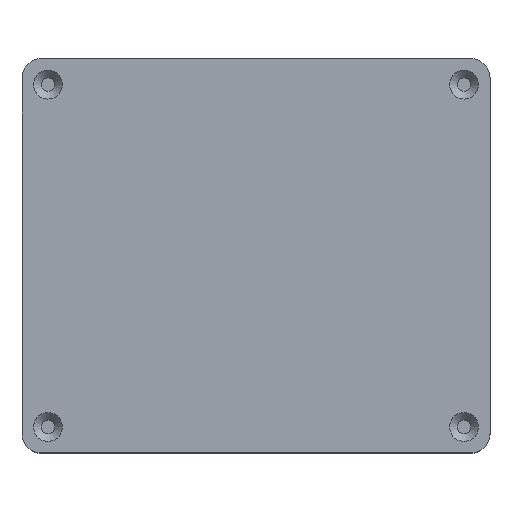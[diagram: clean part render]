
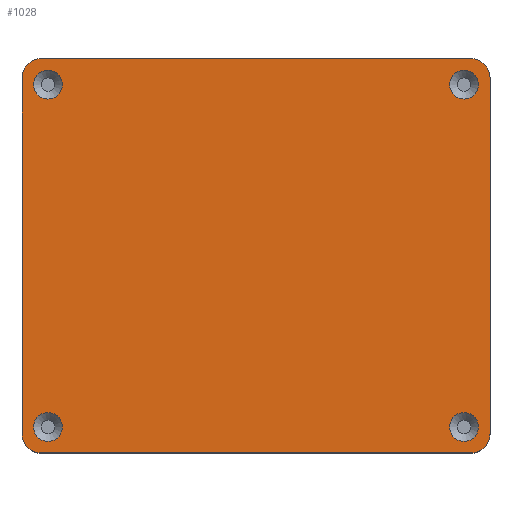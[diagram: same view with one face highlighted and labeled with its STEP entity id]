
A CAD part, top view. The second image highlights one B-rep face of the part: STEP entity #1028.
In plain terms, the highlighted planar face has unit normal (0, 0, 1).
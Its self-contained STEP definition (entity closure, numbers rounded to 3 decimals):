
#29=FACE_BOUND('',#182,.T.);
#30=FACE_BOUND('',#183,.T.);
#31=FACE_BOUND('',#184,.T.);
#32=FACE_BOUND('',#185,.T.);
#60=PLANE('',#1154);
#113=FACE_OUTER_BOUND('',#181,.T.);
#181=EDGE_LOOP('',(#888,#889,#890,#891,#892,#893,#894,#895));
#182=EDGE_LOOP('',(#896));
#183=EDGE_LOOP('',(#897));
#184=EDGE_LOOP('',(#898));
#185=EDGE_LOOP('',(#899));
#262=LINE('',#1749,#341);
#265=LINE('',#1755,#344);
#266=LINE('',#1759,#345);
#267=LINE('',#1763,#346);
#341=VECTOR('',#1441,10.);
#344=VECTOR('',#1446,10.);
#345=VECTOR('',#1449,10.);
#346=VECTOR('',#1452,10.);
#408=CIRCLE('',#1151,3.);
#410=CIRCLE('',#1155,3.);
#411=CIRCLE('',#1156,3.);
#412=CIRCLE('',#1157,3.);
#413=CIRCLE('',#1158,2.25);
#414=CIRCLE('',#1159,2.25);
#415=CIRCLE('',#1160,2.25);
#416=CIRCLE('',#1161,2.25);
#496=VERTEX_POINT('',#1739);
#497=VERTEX_POINT('',#1740);
#500=VERTEX_POINT('',#1748);
#502=VERTEX_POINT('',#1754);
#503=VERTEX_POINT('',#1756);
#504=VERTEX_POINT('',#1758);
#505=VERTEX_POINT('',#1760);
#506=VERTEX_POINT('',#1762);
#507=VERTEX_POINT('',#1765);
#508=VERTEX_POINT('',#1767);
#509=VERTEX_POINT('',#1769);
#510=VERTEX_POINT('',#1771);
#628=EDGE_CURVE('',#496,#497,#408,.T.);
#632=EDGE_CURVE('',#500,#497,#262,.T.);
#635=EDGE_CURVE('',#496,#502,#265,.T.);
#636=EDGE_CURVE('',#503,#502,#410,.T.);
#637=EDGE_CURVE('',#503,#504,#266,.T.);
#638=EDGE_CURVE('',#505,#504,#411,.T.);
#639=EDGE_CURVE('',#505,#506,#267,.T.);
#640=EDGE_CURVE('',#500,#506,#412,.T.);
#641=EDGE_CURVE('',#507,#507,#413,.T.);
#642=EDGE_CURVE('',#508,#508,#414,.T.);
#643=EDGE_CURVE('',#509,#509,#415,.T.);
#644=EDGE_CURVE('',#510,#510,#416,.T.);
#888=ORIENTED_EDGE('',*,*,#628,.F.);
#889=ORIENTED_EDGE('',*,*,#635,.T.);
#890=ORIENTED_EDGE('',*,*,#636,.F.);
#891=ORIENTED_EDGE('',*,*,#637,.T.);
#892=ORIENTED_EDGE('',*,*,#638,.F.);
#893=ORIENTED_EDGE('',*,*,#639,.T.);
#894=ORIENTED_EDGE('',*,*,#640,.F.);
#895=ORIENTED_EDGE('',*,*,#632,.T.);
#896=ORIENTED_EDGE('',*,*,#641,.F.);
#897=ORIENTED_EDGE('',*,*,#642,.F.);
#898=ORIENTED_EDGE('',*,*,#643,.F.);
#899=ORIENTED_EDGE('',*,*,#644,.F.);
#1028=ADVANCED_FACE('',(#113,#29,#30,#31,#32),#60,.T.);
#1151=AXIS2_PLACEMENT_3D('',#1741,#1433,#1434);
#1154=AXIS2_PLACEMENT_3D('',#1753,#1444,#1445);
#1155=AXIS2_PLACEMENT_3D('',#1757,#1447,#1448);
#1156=AXIS2_PLACEMENT_3D('',#1761,#1450,#1451);
#1157=AXIS2_PLACEMENT_3D('',#1764,#1453,#1454);
#1158=AXIS2_PLACEMENT_3D('',#1766,#1455,#1456);
#1159=AXIS2_PLACEMENT_3D('',#1768,#1457,#1458);
#1160=AXIS2_PLACEMENT_3D('',#1770,#1459,#1460);
#1161=AXIS2_PLACEMENT_3D('',#1772,#1461,#1462);
#1433=DIRECTION('center_axis',(0.,0.,-1.));
#1434=DIRECTION('ref_axis',(-0.707,-0.707,0.));
#1441=DIRECTION('',(0.,-1.,0.));
#1444=DIRECTION('center_axis',(0.,0.,1.));
#1445=DIRECTION('ref_axis',(1.,0.,0.));
#1446=DIRECTION('',(1.,0.,0.));
#1447=DIRECTION('center_axis',(0.,0.,-1.));
#1448=DIRECTION('ref_axis',(0.707,-0.707,0.));
#1449=DIRECTION('',(0.,1.,0.));
#1450=DIRECTION('center_axis',(0.,0.,-1.));
#1451=DIRECTION('ref_axis',(0.707,0.707,0.));
#1452=DIRECTION('',(-1.,0.,0.));
#1453=DIRECTION('center_axis',(0.,0.,-1.));
#1454=DIRECTION('ref_axis',(-0.707,0.707,0.));
#1455=DIRECTION('center_axis',(0.,0.,1.));
#1456=DIRECTION('ref_axis',(1.,0.,0.));
#1457=DIRECTION('center_axis',(0.,0.,1.));
#1458=DIRECTION('ref_axis',(1.,0.,0.));
#1459=DIRECTION('center_axis',(0.,0.,1.));
#1460=DIRECTION('ref_axis',(1.,0.,0.));
#1461=DIRECTION('center_axis',(0.,0.,1.));
#1462=DIRECTION('ref_axis',(1.,0.,0.));
#1739=CARTESIAN_POINT('',(-33.5,-30.75,31.2));
#1740=CARTESIAN_POINT('',(-36.5,-27.75,31.2));
#1741=CARTESIAN_POINT('Origin',(-33.5,-27.75,31.2));
#1748=CARTESIAN_POINT('',(-36.5,27.75,31.2));
#1749=CARTESIAN_POINT('',(-36.5,15.375,31.2));
#1753=CARTESIAN_POINT('Origin',(0.,0.,
31.2));
#1754=CARTESIAN_POINT('',(33.5,-30.75,31.2));
#1755=CARTESIAN_POINT('',(-18.25,-30.75,31.2));
#1756=CARTESIAN_POINT('',(36.5,-27.75,31.2));
#1757=CARTESIAN_POINT('Origin',(33.5,-27.75,31.2));
#1758=CARTESIAN_POINT('',(36.5,27.75,31.2));
#1759=CARTESIAN_POINT('',(36.5,-15.375,31.2));
#1760=CARTESIAN_POINT('',(33.5,30.75,31.2));
#1761=CARTESIAN_POINT('Origin',(33.5,27.75,31.2));
#1762=CARTESIAN_POINT('',(-33.5,30.75,31.2));
#1763=CARTESIAN_POINT('',(18.25,30.75,31.2));
#1764=CARTESIAN_POINT('Origin',(-33.5,27.75,31.2));
#1765=CARTESIAN_POINT('',(-34.7,26.7,31.2));
#1766=CARTESIAN_POINT('Origin',(-32.45,26.7,31.2));
#1767=CARTESIAN_POINT('',(30.2,26.7,31.2));
#1768=CARTESIAN_POINT('Origin',(32.45,26.7,31.2));
#1769=CARTESIAN_POINT('',(30.2,-26.7,31.2));
#1770=CARTESIAN_POINT('Origin',(32.45,-26.7,31.2));
#1771=CARTESIAN_POINT('',(-34.7,-26.7,31.2));
#1772=CARTESIAN_POINT('Origin',(-32.45,-26.7,31.2));
